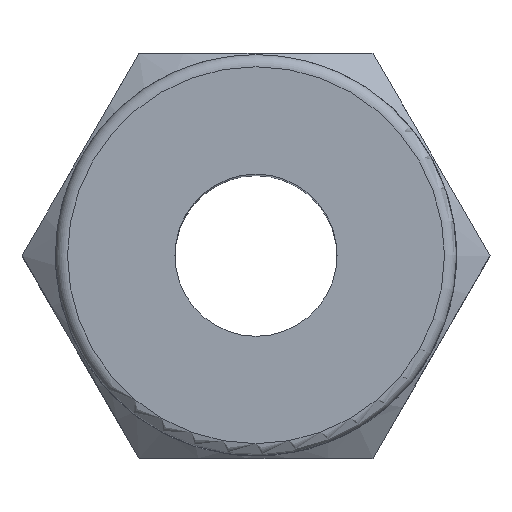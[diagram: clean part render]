
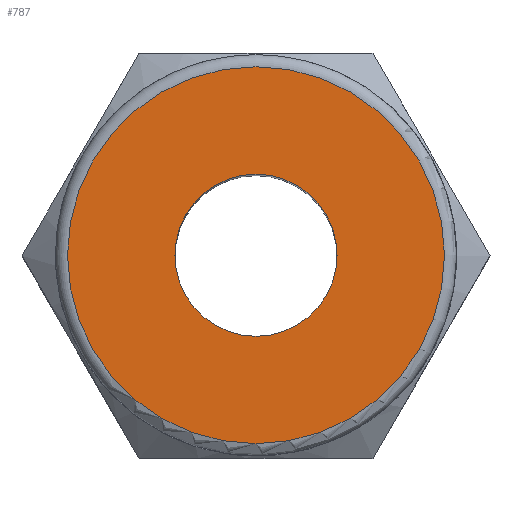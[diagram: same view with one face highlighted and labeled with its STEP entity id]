
A CAD part, top view. The second image highlights one B-rep face of the part: STEP entity #787.
In plain terms, the highlighted planar face has unit normal (0, 0, 1).
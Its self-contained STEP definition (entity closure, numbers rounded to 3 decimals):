
#28=FACE_BOUND('',#153,.T.);
#42=PLANE('',#887);
#101=FACE_OUTER_BOUND('',#152,.T.);
#152=EDGE_LOOP('',(#687));
#153=EDGE_LOOP('',(#688));
#215=CIRCLE('',#868,2.);
#219=CIRCLE('',#886,4.65);
#381=VERTEX_POINT('',#2431);
#386=VERTEX_POINT('',#2896);
#480=EDGE_CURVE('',#381,#381,#215,.T.);
#494=EDGE_CURVE('',#386,#386,#219,.T.);
#687=ORIENTED_EDGE('',*,*,#494,.F.);
#688=ORIENTED_EDGE('',*,*,#480,.T.);
#787=ADVANCED_FACE('',(#101,#28),#42,.T.);
#868=AXIS2_PLACEMENT_3D('',#2433,#1040,#1041);
#886=AXIS2_PLACEMENT_3D('',#2898,#1082,#1083);
#887=AXIS2_PLACEMENT_3D('',#2899,#1084,#1085);
#1040=DIRECTION('center_axis',(0.,0.,-1.));
#1041=DIRECTION('ref_axis',(-1.,0.,0.));
#1082=DIRECTION('center_axis',(0.,0.,-1.));
#1083=DIRECTION('ref_axis',(1.,0.,0.));
#1084=DIRECTION('center_axis',(0.,0.,1.));
#1085=DIRECTION('ref_axis',(0.,-1.,0.));
#2431=CARTESIAN_POINT('',(0.,2.,20.8));
#2433=CARTESIAN_POINT('Origin',(0.,0.,
20.8));
#2896=CARTESIAN_POINT('',(4.65,0.,20.8));
#2898=CARTESIAN_POINT('Origin',(0.,0.,
20.8));
#2899=CARTESIAN_POINT('Origin',(-5.15,0.,20.8));
